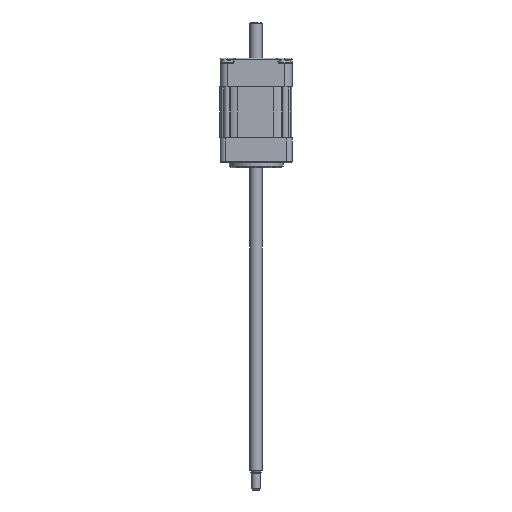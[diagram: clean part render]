
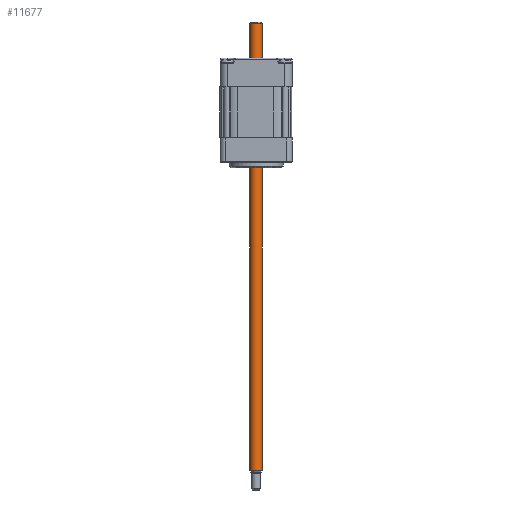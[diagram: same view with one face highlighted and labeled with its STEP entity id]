
A CAD part, front view. The second image highlights one B-rep face of the part: STEP entity #11677.
In plain terms, the highlighted cylindrical face has radius 1.715 mm (diameter 3.43 mm), a partial arc.
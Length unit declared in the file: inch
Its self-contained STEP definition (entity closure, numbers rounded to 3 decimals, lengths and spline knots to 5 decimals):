
#34 = EDGE_LOOP ( 'NONE', ( #4049, #10544, #10402, #10351 ) ) ;
#723 = VECTOR ( 'NONE', #2283, 39.37008 ) ;
#2283 = DIRECTION ( 'NONE',  ( 0., 0., -1. ) ) ;
#2349 = EDGE_CURVE ( 'NONE', #8275, #6094, #8023, .T. ) ;
#2750 = DIRECTION ( 'NONE',  ( -0.922, -0.386, 0. ) ) ;
#2980 = DIRECTION ( 'NONE',  ( 0., 0., -1. ) ) ;
#3191 = VERTEX_POINT ( 'NONE', #4895 ) ;
#3214 = AXIS2_PLACEMENT_3D ( 'NONE', #9512, #3809, #10465 ) ;
#3657 = CIRCLE ( 'NONE', #4717, 0.06752 ) ;
#3809 = DIRECTION ( 'NONE',  ( 0., 0., 1. ) ) ;
#4049 = ORIENTED_EDGE ( 'NONE', *, *, #4475, .F. ) ;
#4475 = EDGE_CURVE ( 'NONE', #3191, #7968, #7744, .T. ) ;
#4620 = CYLINDRICAL_SURFACE ( 'NONE', #8603, 0.06752 ) ;
#4717 = AXIS2_PLACEMENT_3D ( 'NONE', #8707, #2980, #9634 ) ;
#4895 = CARTESIAN_POINT ( 'NONE',  ( 0.15885, -0.10202, 1.00063 ) ) ;
#5149 = EDGE_CURVE ( 'NONE', #3191, #8275, #3657, .T. ) ;
#5381 = EDGE_CURVE ( 'NONE', #6094, #7968, #7970, .T. ) ;
#5456 = VECTOR ( 'NONE', #6911, 39.37008 ) ;
#5681 = CARTESIAN_POINT ( 'NONE',  ( 0.03428, -0.15416, 1.00063 ) ) ;
#6094 = VERTEX_POINT ( 'NONE', #8484 ) ;
#6911 = DIRECTION ( 'NONE',  ( 0., 0., -1. ) ) ;
#7042 = CARTESIAN_POINT ( 'NONE',  ( 0.15885, -0.10202, -4.25134 ) ) ;
#7478 = FACE_OUTER_BOUND ( 'NONE', #34, .T. ) ;
#7509 = CARTESIAN_POINT ( 'NONE',  ( 0.09657, -0.12809, -4.25134 ) ) ;
#7744 = LINE ( 'NONE', #7042, #723 ) ;
#7968 = VERTEX_POINT ( 'NONE', #9937 ) ;
#7970 = CIRCLE ( 'NONE', #3214, 0.06752 ) ;
#8023 = LINE ( 'NONE', #9730, #5456 ) ;
#8275 = VERTEX_POINT ( 'NONE', #5681 ) ;
#8484 = CARTESIAN_POINT ( 'NONE',  ( 0.03428, -0.15416, -3.88126 ) ) ;
#8603 = AXIS2_PLACEMENT_3D ( 'NONE', #7509, #9409, #2750 ) ;
#8707 = CARTESIAN_POINT ( 'NONE',  ( 0.09657, -0.12809, 1.00063 ) ) ;
#9409 = DIRECTION ( 'NONE',  ( 0., 0., -1. ) ) ;
#9512 = CARTESIAN_POINT ( 'NONE',  ( 0.09657, -0.12809, -3.88126 ) ) ;
#9634 = DIRECTION ( 'NONE',  ( -0.922, -0.386, 0. ) ) ;
#9730 = CARTESIAN_POINT ( 'NONE',  ( 0.03428, -0.15416, -4.25134 ) ) ;
#9937 = CARTESIAN_POINT ( 'NONE',  ( 0.15885, -0.10202, -3.88126 ) ) ;
#10351 = ORIENTED_EDGE ( 'NONE', *, *, #5381, .T. ) ;
#10402 = ORIENTED_EDGE ( 'NONE', *, *, #2349, .T. ) ;
#10465 = DIRECTION ( 'NONE',  ( 0.922, 0.386, 0. ) ) ;
#10544 = ORIENTED_EDGE ( 'NONE', *, *, #5149, .T. ) ;
#11677 = ADVANCED_FACE ( 'NONE', ( #7478 ), #4620, .T. ) ;
